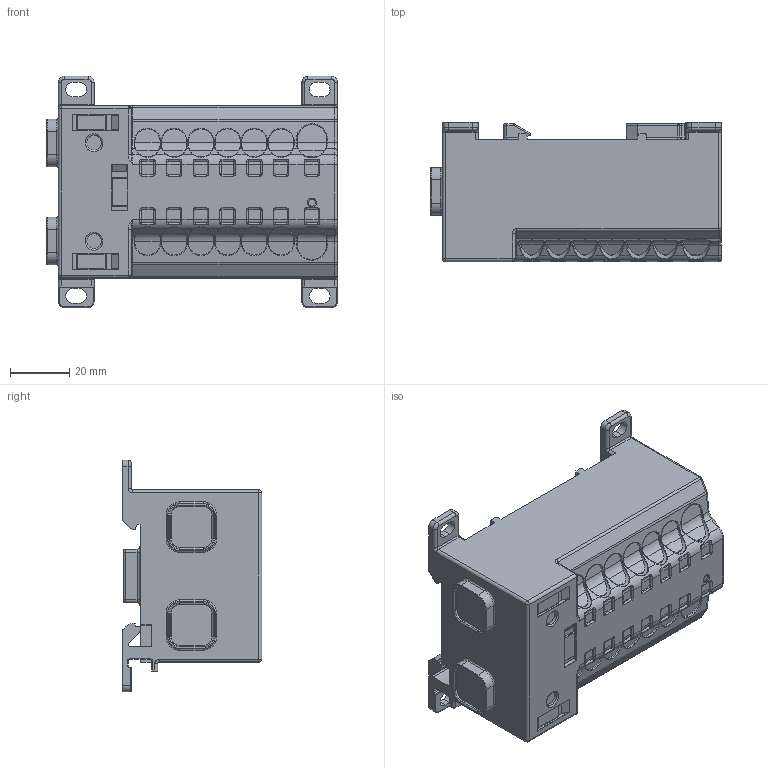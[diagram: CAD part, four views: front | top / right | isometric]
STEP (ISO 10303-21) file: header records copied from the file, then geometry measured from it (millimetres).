
FILE_DESCRIPTION (( 'STEP AP203' ), '1' );
FILE_NAME ('GPB1-130P1-16S.step', '2024-08-05T18:15:56', ( '' ), ( '' ), 'SwSTEP 2.0', 'SolidWorks 2023', '' );
FILE_SCHEMA (( 'CONFIG_CONTROL_DESIGN' ));
Products named in the file (1): GPB1-130P1-16S
Bounding box: 98 x 47 x 78 mm (x, y, z)
Volume: 212517.2 mm3; surface area: 27277.4 mm2
Topology: 1 solids, 1 shells, 1186 faces, 2978 edges, 1775 vertices
Faces by surface type: cylinder 509, bspline 352, plane 308, torus 9, cone 8
Entity records: 56043 total; most frequent: CARTESIAN_POINT 30253, ORIENTED_EDGE 5892, DIRECTION 4963, EDGE_CURVE 2946, AXIS2_PLACEMENT_3D 1840, VERTEX_POINT 1775, VECTOR 1283, LINE 1283
